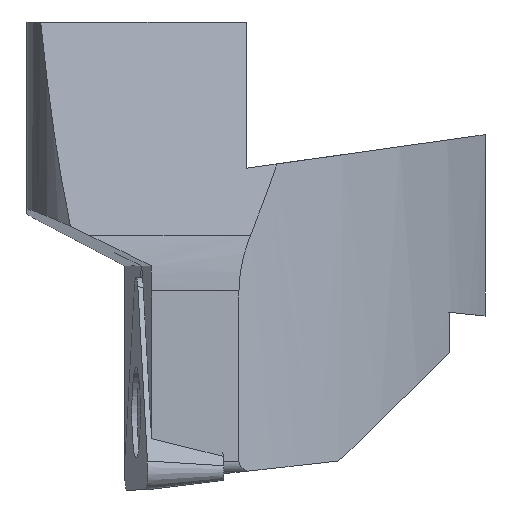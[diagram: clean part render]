
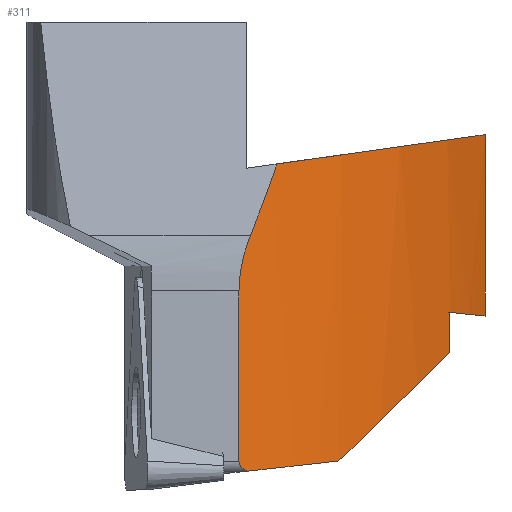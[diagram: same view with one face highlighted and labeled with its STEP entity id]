
A CAD part, left-side view. The second image highlights one B-rep face of the part: STEP entity #311.
In plain terms, the highlighted cylindrical face has radius 23.366 mm (diameter 46.732 mm), a partial arc.
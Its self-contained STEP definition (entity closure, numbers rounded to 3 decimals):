
#230=CYLINDRICAL_SURFACE('',#1470,23.366);
#239=B_SPLINE_CURVE_WITH_KNOTS('',3,(#1905,#1906,#1907,#1908,#1909,#1910,
#1911,#1912,#1913,#1914,#1915,#1916,#1917),.UNSPECIFIED.,.F.,.F.,(4,3,3,
3,4),(0.,0.116,0.262,0.507,1.),
 .UNSPECIFIED.);
#240=B_SPLINE_CURVE_WITH_KNOTS('',3,(#1976,#1977,#1978,#1979),
 .UNSPECIFIED.,.F.,.F.,(4,4),(0.,1.),.UNSPECIFIED.);
#272=ELLIPSE('',#1465,23.495,23.366);
#273=ELLIPSE('',#1466,32.484,23.366);
#274=ELLIPSE('',#1467,23.495,23.366);
#275=ELLIPSE('',#1468,23.596,23.366);
#276=ELLIPSE('',#1469,122.458,23.366);
#311=ADVANCED_FACE('',(#422),#230,.T.);
#422=FACE_OUTER_BOUND('',#477,.T.);
#477=EDGE_LOOP('',(#587,#588,#589,#590,#591,#592,#593,#594,#595,#596));
#587=ORIENTED_EDGE('',*,*,#1025,.F.);
#588=ORIENTED_EDGE('',*,*,#1026,.F.);
#589=ORIENTED_EDGE('',*,*,#1027,.F.);
#590=ORIENTED_EDGE('',*,*,#1028,.F.);
#591=ORIENTED_EDGE('',*,*,#1029,.F.);
#592=ORIENTED_EDGE('',*,*,#1030,.F.);
#593=ORIENTED_EDGE('',*,*,#1031,.T.);
#594=ORIENTED_EDGE('',*,*,#1032,.T.);
#595=ORIENTED_EDGE('',*,*,#1014,.T.);
#596=ORIENTED_EDGE('',*,*,#1002,.T.);
#889=VERTEX_POINT('',#1904);
#890=VERTEX_POINT('',#1918);
#900=VERTEX_POINT('',#1943);
#907=VERTEX_POINT('',#1963);
#908=VERTEX_POINT('',#1965);
#909=VERTEX_POINT('',#1967);
#910=VERTEX_POINT('',#1969);
#911=VERTEX_POINT('',#1971);
#912=VERTEX_POINT('',#1973);
#913=VERTEX_POINT('',#1975);
#1002=EDGE_CURVE('',#890,#889,#239,.T.);
#1014=EDGE_CURVE('',#900,#890,#1175,.T.);
#1025=EDGE_CURVE('',#907,#889,#272,.T.);
#1026=EDGE_CURVE('',#908,#907,#273,.T.);
#1027=EDGE_CURVE('',#909,#908,#1183,.T.);
#1028=EDGE_CURVE('',#910,#909,#274,.T.);
#1029=EDGE_CURVE('',#911,#910,#1184,.T.);
#1030=EDGE_CURVE('',#912,#911,#275,.T.);
#1031=EDGE_CURVE('',#912,#913,#276,.T.);
#1032=EDGE_CURVE('',#913,#900,#240,.T.);
#1175=LINE('',#1942,#1280);
#1183=LINE('',#1966,#1288);
#1184=LINE('',#1970,#1289);
#1280=VECTOR('',#1593,1.);
#1288=VECTOR('',#1615,1.);
#1289=VECTOR('',#1618,1.);
#1465=AXIS2_PLACEMENT_3D('',#1962,#1611,#1612);
#1466=AXIS2_PLACEMENT_3D('',#1964,#1613,#1614);
#1467=AXIS2_PLACEMENT_3D('',#1968,#1616,#1617);
#1468=AXIS2_PLACEMENT_3D('',#1972,#1619,#1620);
#1469=AXIS2_PLACEMENT_3D('',#1974,#1621,#1622);
#1470=AXIS2_PLACEMENT_3D('',#1980,#1623,#1624);
#1593=DIRECTION('',(0.,0.,-1.));
#1611=DIRECTION('',(0.01,-0.104,-0.995));
#1612=DIRECTION('',(-0.095,0.99,-0.105));
#1613=DIRECTION('',(0.007,-0.695,-0.719));
#1614=DIRECTION('',(-0.007,0.719,-0.695));
#1615=DIRECTION('',(0.,0.,-1.));
#1616=DIRECTION('',(0.,0.105,-0.995));
#1617=DIRECTION('',(0.,-0.995,-0.105));
#1618=DIRECTION('',(0.,0.,-1.));
#1619=DIRECTION('',(0.,0.139,0.99));
#1620=DIRECTION('',(0.,0.99,-0.139));
#1621=DIRECTION('',(0.977,0.094,-0.191));
#1622=DIRECTION('',(-0.19,-0.018,-0.982));
#1623=DIRECTION('',(0.,0.,-1.));
#1624=DIRECTION('',(-1.,0.,0.));
#1904=CARTESIAN_POINT('',(-16.24,-4.597,-12.423));
#1905=CARTESIAN_POINT('',(-16.463,-4.2,-12.035));
#1906=CARTESIAN_POINT('',(-16.463,-4.2,-12.06));
#1907=CARTESIAN_POINT('',(-16.461,-4.204,-12.084));
#1908=CARTESIAN_POINT('',(-16.456,-4.212,-12.108));
#1909=CARTESIAN_POINT('',(-16.451,-4.221,-12.136));
#1910=CARTESIAN_POINT('',(-16.443,-4.236,-12.163));
#1911=CARTESIAN_POINT('',(-16.434,-4.252,-12.187));
#1912=CARTESIAN_POINT('',(-16.418,-4.281,-12.228));
#1913=CARTESIAN_POINT('',(-16.399,-4.316,-12.261));
#1914=CARTESIAN_POINT('',(-16.378,-4.353,-12.29));
#1915=CARTESIAN_POINT('',(-16.336,-4.428,-12.348));
#1916=CARTESIAN_POINT('',(-16.288,-4.512,-12.39));
#1917=CARTESIAN_POINT('',(-16.24,-4.597,-12.423));
#1918=CARTESIAN_POINT('',(-16.463,-4.2,-12.035));
#1942=CARTESIAN_POINT('',(-16.463,-4.2,14.965));
#1943=CARTESIAN_POINT('',(-16.463,-4.2,-5.035));
#1962=CARTESIAN_POINT('',(4.008,7.066,-13.439));
#1963=CARTESIAN_POINT('',(-13.595,-8.3,-12.009));
#1964=CARTESIAN_POINT('',(4.008,7.066,-26.671));
#1965=CARTESIAN_POINT('',(-8.2,-12.857,-7.553));
#1966=CARTESIAN_POINT('',(-8.2,-12.857,14.965));
#1967=CARTESIAN_POINT('',(-8.2,-12.857,-5.912));
#1968=CARTESIAN_POINT('',(4.008,7.066,-3.818));
#1969=CARTESIAN_POINT('',(-5.451,-14.3,-6.064));
#1970=CARTESIAN_POINT('',(-5.451,-14.3,14.965));
#1971=CARTESIAN_POINT('',(-5.451,-14.3,1.377));
#1972=CARTESIAN_POINT('',(4.008,7.066,-1.626));
#1973=CARTESIAN_POINT('',(-15.52,-5.765,0.178));
#1974=CARTESIAN_POINT('',(4.008,7.066,106.495));
#1975=CARTESIAN_POINT('',(-16.196,-4.672,-2.745));
#1976=CARTESIAN_POINT('',(-16.196,-4.672,-2.745));
#1977=CARTESIAN_POINT('',(-16.365,-4.382,-3.466));
#1978=CARTESIAN_POINT('',(-16.463,-4.2,-4.238));
#1979=CARTESIAN_POINT('',(-16.463,-4.2,-5.035));
#1980=CARTESIAN_POINT('',(4.008,7.066,14.965));
